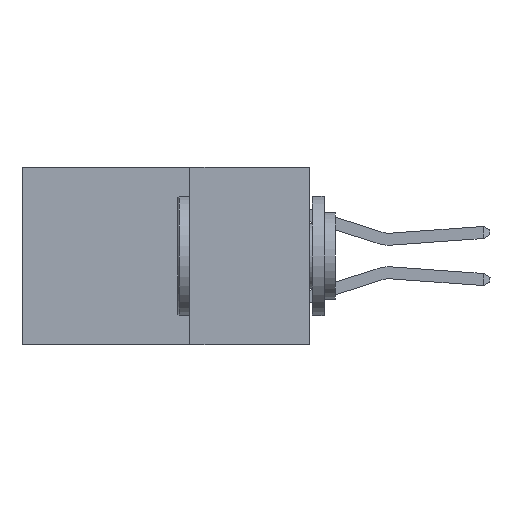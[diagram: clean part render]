
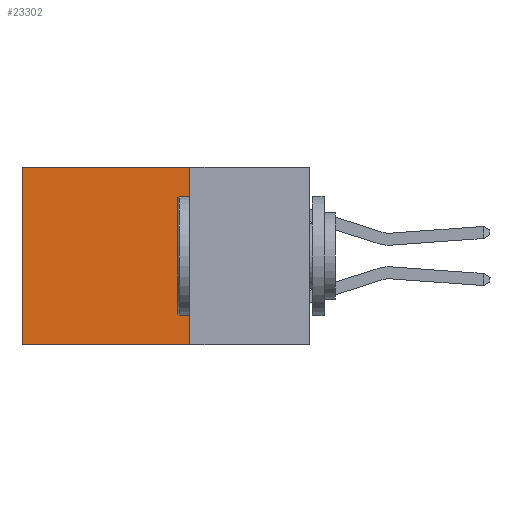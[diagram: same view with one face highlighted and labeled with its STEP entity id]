
A CAD part, left-side view. The second image highlights one B-rep face of the part: STEP entity #23302.
In plain terms, the highlighted planar face has unit normal (-1, 0, 0).
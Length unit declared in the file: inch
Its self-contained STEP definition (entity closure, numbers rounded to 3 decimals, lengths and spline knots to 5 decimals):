
#443 = CARTESIAN_POINT ( 'NONE',  ( 0.298, 0.25, -0.37 ) ) ;
#733 = VERTEX_POINT ( 'NONE', #26154 ) ;
#3340 = VECTOR ( 'NONE', #15173, 39.37008 ) ;
#3610 = VECTOR ( 'NONE', #11285, 39.37008 ) ;
#4265 = LINE ( 'NONE', #15832, #3610 ) ;
#4958 = VECTOR ( 'NONE', #25019, 39.37008 ) ;
#6133 = EDGE_LOOP ( 'NONE', ( #16635, #19507, #25625, #8268 ) ) ;
#7707 = CARTESIAN_POINT ( 'NONE',  ( 0.298, 0.6, 0. ) ) ;
#8047 = CARTESIAN_POINT ( 'NONE',  ( 0.298, 0.25, 0. ) ) ;
#8177 = FACE_OUTER_BOUND ( 'NONE', #6133, .T. ) ;
#8268 = ORIENTED_EDGE ( 'NONE', *, *, #17823, .T. ) ;
#8616 = VECTOR ( 'NONE', #13241, 39.37008 ) ;
#9701 = EDGE_CURVE ( 'NONE', #19647, #16511, #4265, .T. ) ;
#10507 = DIRECTION ( 'NONE',  ( 1., 0., 0. ) ) ;
#11285 = DIRECTION ( 'NONE',  ( 0., 0., -1. ) ) ;
#12701 = CARTESIAN_POINT ( 'NONE',  ( 0.298, 0.25, 0. ) ) ;
#13241 = DIRECTION ( 'NONE',  ( 0., 1., 0. ) ) ;
#15168 = VERTEX_POINT ( 'NONE', #17681 ) ;
#15173 = DIRECTION ( 'NONE',  ( 0., 1., 0. ) ) ;
#15832 = CARTESIAN_POINT ( 'NONE',  ( 0.298, 0.25, 0. ) ) ;
#16511 = VERTEX_POINT ( 'NONE', #443 ) ;
#16635 = ORIENTED_EDGE ( 'NONE', *, *, #16676, .T. ) ;
#16676 = EDGE_CURVE ( 'NONE', #15168, #733, #27111, .T. ) ;
#16742 = LINE ( 'NONE', #17589, #8616 ) ;
#17589 = CARTESIAN_POINT ( 'NONE',  ( 0.298, 0.25, 0. ) ) ;
#17681 = CARTESIAN_POINT ( 'NONE',  ( 0.298, 0.6, 0. ) ) ;
#17823 = EDGE_CURVE ( 'NONE', #19647, #15168, #16742, .T. ) ;
#18846 = DIRECTION ( 'NONE',  ( 0., 0., -1. ) ) ;
#19507 = ORIENTED_EDGE ( 'NONE', *, *, #21527, .F. ) ;
#19647 = VERTEX_POINT ( 'NONE', #12701 ) ;
#21527 = EDGE_CURVE ( 'NONE', #16511, #733, #22694, .T. ) ;
#21834 = CARTESIAN_POINT ( 'NONE',  ( 0.298, 0.25, -0.37 ) ) ;
#22694 = LINE ( 'NONE', #21834, #3340 ) ;
#23302 = ADVANCED_FACE ( 'NONE', ( #8177 ), #25358, .F. ) ;
#24118 = AXIS2_PLACEMENT_3D ( 'NONE', #8047, #10507, #18846 ) ;
#25019 = DIRECTION ( 'NONE',  ( 0., 0., -1. ) ) ;
#25358 = PLANE ( 'NONE',  #24118 ) ;
#25625 = ORIENTED_EDGE ( 'NONE', *, *, #9701, .F. ) ;
#26154 = CARTESIAN_POINT ( 'NONE',  ( 0.298, 0.6, -0.37 ) ) ;
#27111 = LINE ( 'NONE', #7707, #4958 ) ;
